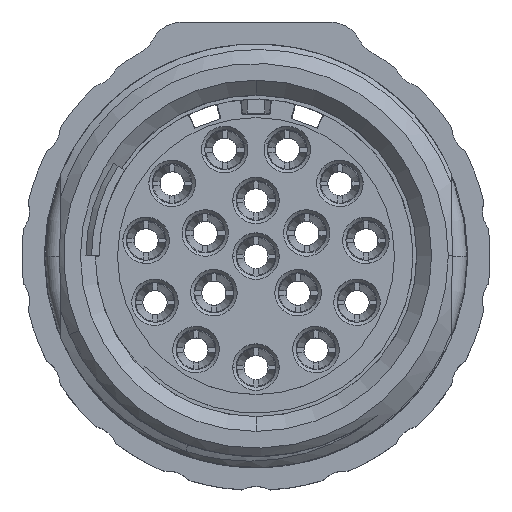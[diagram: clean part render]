
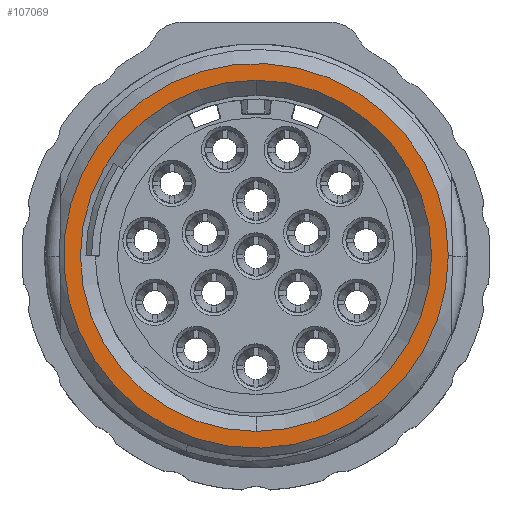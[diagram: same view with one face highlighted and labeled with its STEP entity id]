
A CAD part, top view. The second image highlights one B-rep face of the part: STEP entity #107069.
In plain terms, the highlighted planar face has unit normal (0, 0, 1).
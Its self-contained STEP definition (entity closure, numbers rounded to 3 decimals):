
#22282=CARTESIAN_POINT('',(0.,0.,15.8));
#22283=DIRECTION('',(0.,0.,1.));
#22284=DIRECTION('',(-0.921,-0.389,0.));
#22285=AXIS2_PLACEMENT_3D('',#22282,#22283,#22284);
#22723=CARTESIAN_POINT('',(0.,0.,15.8));
#22724=DIRECTION('',(0.,0.,1.));
#22725=DIRECTION('',(1.,0.,0.));
#22726=AXIS2_PLACEMENT_3D('',#22723,#22724,#22725);
#22738=CARTESIAN_POINT('',(0.,0.,15.8));
#22739=DIRECTION('',(0.,0.,-1.));
#22740=DIRECTION('',(0.,-1.,0.));
#22741=AXIS2_PLACEMENT_3D('',#22738,#22739,#22740);
#22743=CARTESIAN_POINT('',(0.,0.,15.8));
#22744=DIRECTION('',(0.,0.,-1.));
#22745=DIRECTION('',(0.,1.,0.));
#22746=AXIS2_PLACEMENT_3D('',#22743,#22744,#22745);
#26525=CARTESIAN_POINT('',(0.,-9.45,15.8));
#26526=CARTESIAN_POINT('',(0.,9.45,15.8));
#26527=VERTEX_POINT('',#26525);
#26528=VERTEX_POINT('',#26526);
#27052=CARTESIAN_POINT('',(10.35,0.,
15.8));
#27053=VERTEX_POINT('',#27052);
#27056=CARTESIAN_POINT('',(-9.533,-4.031,15.8));
#27057=VERTEX_POINT('',#27056);
#107054=CARTESIAN_POINT('',(0.,0.,15.8));
#107055=DIRECTION('',(0.,0.,-1.));
#107056=DIRECTION('',(0.,-1.,0.));
#107057=AXIS2_PLACEMENT_3D('',#107054,#107055,#107056);
#107058=PLANE('',#107057);
#107059=ORIENTED_EDGE('',*,*,#101959,.F.);
#107060=ORIENTED_EDGE('',*,*,#107043,.F.);
#107061=EDGE_LOOP('',(#107059,#107060));
#107062=FACE_OUTER_BOUND('',#107061,.F.);
#107064=ORIENTED_EDGE('',*,*,#107063,.F.);
#107066=ORIENTED_EDGE('',*,*,#107065,.F.);
#107067=EDGE_LOOP('',(#107064,#107066));
#107068=FACE_BOUND('',#107067,.F.);
#107069=ADVANCED_FACE('',(#107062,#107068),#107058,.F.);
#22286=CIRCLE('',#22285,10.35);
#22727=CIRCLE('',#22726,10.35);
#22742=CIRCLE('',#22741,9.45);
#22747=CIRCLE('',#22746,9.45);
#101959=EDGE_CURVE('',#27057,#27053,#22286,.T.);
#107043=EDGE_CURVE('',#27053,#27057,#22727,.T.);
#107063=EDGE_CURVE('',#26527,#26528,#22742,.T.);
#107065=EDGE_CURVE('',#26528,#26527,#22747,.T.);
